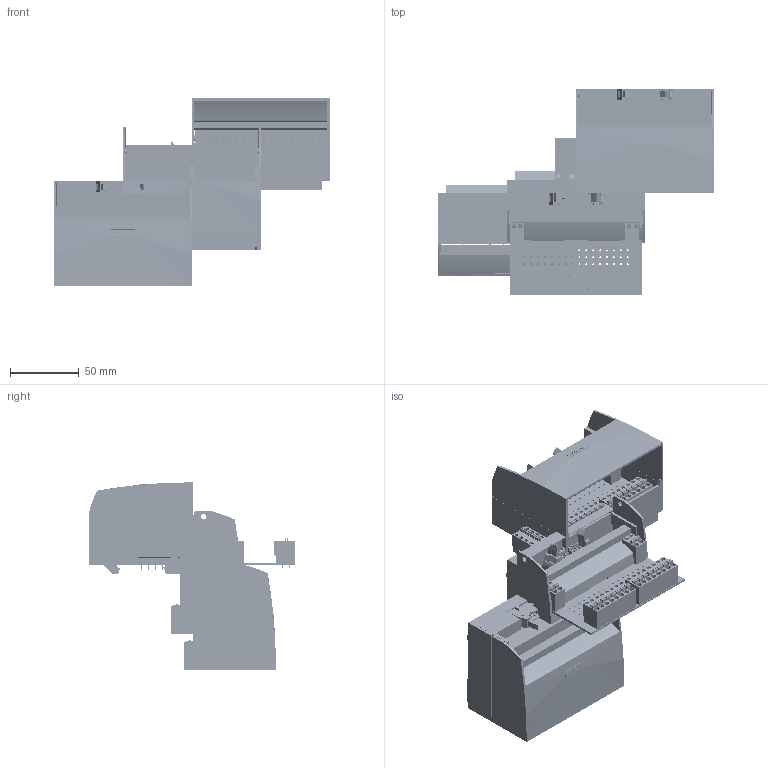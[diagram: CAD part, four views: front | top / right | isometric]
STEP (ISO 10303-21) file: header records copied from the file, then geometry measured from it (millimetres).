
FILE_DESCRIPTION( ( 'Unknown' ), '1' );
FILE_NAME( '6es79240bd200bc0_001_stp.stp', 'Unknown', ( 'Unknown' ), ( 'Unknown' ), 'PSStep 13.0', 'Unknown', ' ' );
FILE_SCHEMA( ( 'AUTOMOTIVE_DESIGN { 1 0 10303 214 1 1 1 1 }' ) );
Length unit declared in the file: millimetre
Products named in the file (51): 6es79240bd200bc0_001_stp; Device_G3-oa1-oa1; Assem1; Motherboard-TP1-32bit-oa0-oa0; PCB-TP1-32bit_3; FCI-71918-116BLF_13; SAURO MCQxx001 Block 2_0; SAURO MCQxx001 Block 8_5; C98130-A7800-C023_1; SIEMENS-Kleber-17x4,5_16; C98130-A7800-C022_3; C98130-A7800-C021_3; C98130-A7800-X390_0
Bounding box: 200 x 150 x 136 mm (x, y, z)
Volume: 571907.5 mm3; surface area: 432339.2 mm2
Topology: 161 solids, 161 shells, 9619 faces, 25976 edges, 17443 vertices
Faces by surface type: plane 7616, cylinder 1795, extrusion 208
Full cylindrical faces by diameter (mm): 0.4 x180, 0.5 x10, 1.02 x330, 1.2 x175, 1.4 x750, 4 x98
Entity records: 78258 total; most frequent: CARTESIAN_POINT 15376, ORIENTED_EDGE 9302, DIRECTION 9117, EDGE_CURVE 4651, VECTOR 3817, LINE 3749, VERTEX_POINT 3238, EDGE_LOOP 2891
